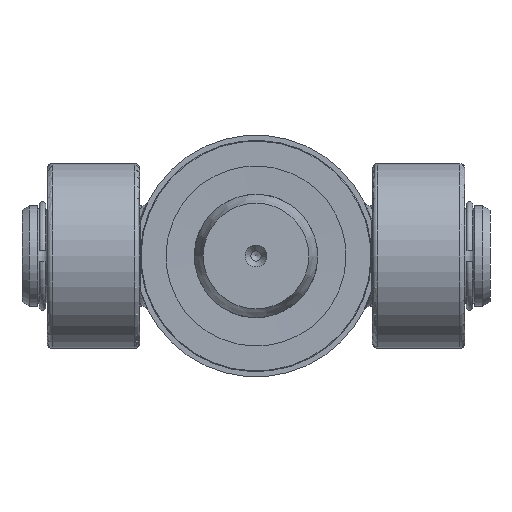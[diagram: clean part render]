
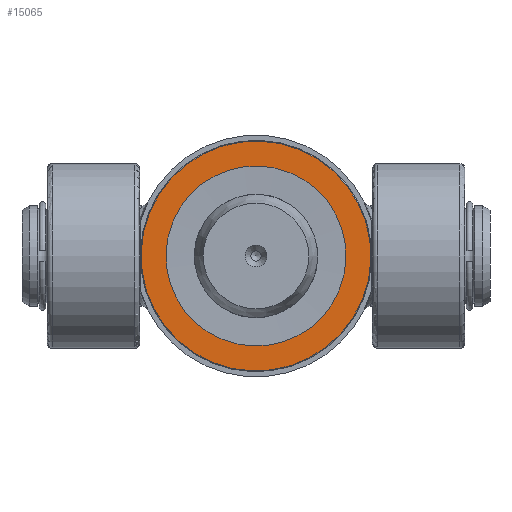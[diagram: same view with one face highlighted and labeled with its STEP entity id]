
A CAD part, front view. The second image highlights one B-rep face of the part: STEP entity #15065.
In plain terms, the highlighted face is planar.
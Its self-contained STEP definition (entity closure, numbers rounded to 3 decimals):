
#3368=PLANE('',#16173);
#3737=FACE_BOUND('',#5145,.T.);
#4215=FACE_OUTER_BOUND('',#5144,.T.);
#5144=EDGE_LOOP('',(#12142));
#5145=EDGE_LOOP('',(#12143));
#5877=CIRCLE('',#16172,44.7);
#5878=CIRCLE('',#16174,35.);
#6832=VERTEX_POINT('',#26929);
#6833=VERTEX_POINT('',#26932);
#8737=EDGE_CURVE('',#6832,#6832,#5877,.T.);
#8738=EDGE_CURVE('',#6833,#6833,#5878,.T.);
#12142=ORIENTED_EDGE('',*,*,#8737,.F.);
#12143=ORIENTED_EDGE('',*,*,#8738,.T.);
#15065=ADVANCED_FACE('',(#4215,#3737),#3368,.F.);
#16172=AXIS2_PLACEMENT_3D('',#26930,#18282,#18283);
#16173=AXIS2_PLACEMENT_3D('',#26931,#18284,#18285);
#16174=AXIS2_PLACEMENT_3D('',#26933,#18286,#18287);
#18282=DIRECTION('center_axis',(0.,0.,1.));
#18283=DIRECTION('ref_axis',(-1.,0.,0.));
#18284=DIRECTION('center_axis',(0.,0.,1.));
#18285=DIRECTION('ref_axis',(1.,0.,0.));
#18286=DIRECTION('center_axis',(0.,0.,1.));
#18287=DIRECTION('ref_axis',(0.,-1.,0.));
#26929=CARTESIAN_POINT('',(44.7,0.,0.));
#26930=CARTESIAN_POINT('Origin',(0.,0.,0.));
#26931=CARTESIAN_POINT('Origin',(0.,0.,0.));
#26932=CARTESIAN_POINT('',(0.,-35.,0.));
#26933=CARTESIAN_POINT('Origin',(0.,0.,0.));
